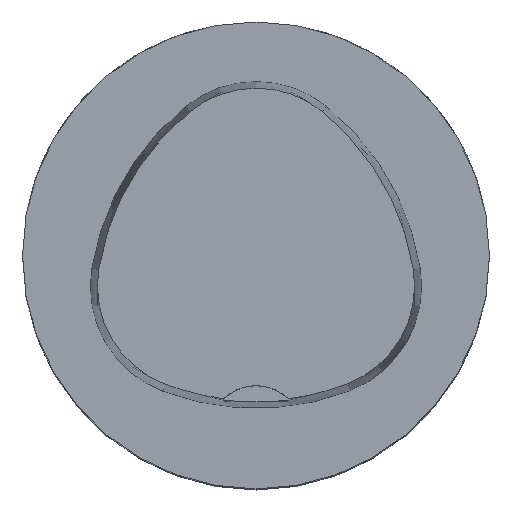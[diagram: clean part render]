
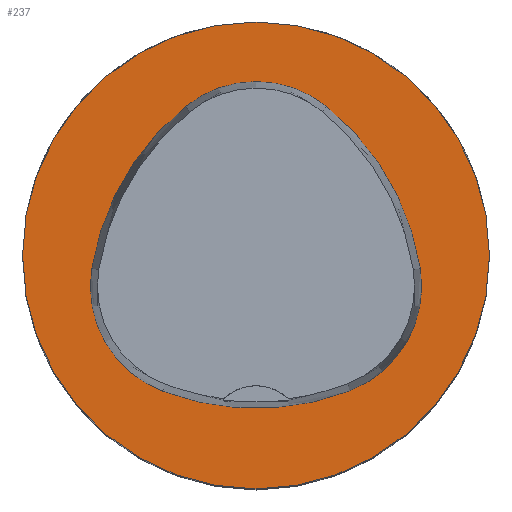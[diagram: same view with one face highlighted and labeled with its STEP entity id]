
A CAD part, top view. The second image highlights one B-rep face of the part: STEP entity #237.
In plain terms, the highlighted planar face has unit normal (0, 0, 1).
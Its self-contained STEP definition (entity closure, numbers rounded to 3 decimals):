
#191=PLANE('',#686);
#237=ADVANCED_FACE('',(#293,#294),#191,.T.);
#293=FACE_BOUND('',#337,.T.);
#294=FACE_BOUND('',#338,.T.);
#337=EDGE_LOOP('',(#436,#437,#438,#439,#440,#441));
#338=EDGE_LOOP('',(#442));
#436=ORIENTED_EDGE('',*,*,#585,.T.);
#437=ORIENTED_EDGE('',*,*,#565,.T.);
#438=ORIENTED_EDGE('',*,*,#569,.T.);
#439=ORIENTED_EDGE('',*,*,#572,.T.);
#440=ORIENTED_EDGE('',*,*,#575,.T.);
#441=ORIENTED_EDGE('',*,*,#583,.T.);
#442=ORIENTED_EDGE('',*,*,#556,.F.);
#508=VERTEX_POINT('',#963);
#517=VERTEX_POINT('',#982);
#518=VERTEX_POINT('',#983);
#521=VERTEX_POINT('',#991);
#523=VERTEX_POINT('',#997);
#525=VERTEX_POINT('',#1003);
#532=VERTEX_POINT('',#1024);
#556=EDGE_CURVE('',#508,#508,#611,.T.);
#565=EDGE_CURVE('',#517,#518,#612,.T.);
#569=EDGE_CURVE('',#518,#521,#614,.T.);
#572=EDGE_CURVE('',#521,#523,#616,.T.);
#575=EDGE_CURVE('',#523,#525,#618,.T.);
#583=EDGE_CURVE('',#525,#532,#622,.T.);
#585=EDGE_CURVE('',#532,#517,#624,.T.);
#611=CIRCLE('',#658,25.);
#612=CIRCLE('',#664,28.);
#614=CIRCLE('',#667,12.);
#616=CIRCLE('',#670,28.);
#618=CIRCLE('',#673,12.);
#622=CIRCLE('',#678,28.);
#624=CIRCLE('',#681,12.);
#658=AXIS2_PLACEMENT_3D('',#962,#766,#767);
#664=AXIS2_PLACEMENT_3D('',#981,#782,#783);
#667=AXIS2_PLACEMENT_3D('',#990,#790,#791);
#670=AXIS2_PLACEMENT_3D('',#996,#797,#798);
#673=AXIS2_PLACEMENT_3D('',#1002,#804,#805);
#678=AXIS2_PLACEMENT_3D('',#1025,#816,#817);
#681=AXIS2_PLACEMENT_3D('',#1028,#822,#823);
#686=AXIS2_PLACEMENT_3D('',#1033,#832,#833);
#766=DIRECTION('',(0.,0.,-1.));
#767=DIRECTION('',(-1.,0.,0.));
#782=DIRECTION('',(0.,0.,-1.));
#783=DIRECTION('',(-1.,0.,0.));
#790=DIRECTION('',(0.,0.,-1.));
#791=DIRECTION('',(-1.,0.,0.));
#797=DIRECTION('',(0.,0.,-1.));
#798=DIRECTION('',(-1.,0.,0.));
#804=DIRECTION('',(0.,0.,-1.));
#805=DIRECTION('',(-1.,0.,0.));
#816=DIRECTION('',(0.,0.,-1.));
#817=DIRECTION('',(-1.,0.,0.));
#822=DIRECTION('',(0.,0.,-1.));
#823=DIRECTION('',(-1.,0.,0.));
#832=DIRECTION('',(0.,0.,1.));
#833=DIRECTION('',(1.,0.,0.));
#962=CARTESIAN_POINT('',(0.,0.,0.));
#963=CARTESIAN_POINT('',(-25.,0.,0.));
#981=CARTESIAN_POINT('',(10.068,-5.824,0.));
#982=CARTESIAN_POINT('',(-17.584,-1.424,0.));
#983=CARTESIAN_POINT('',(-7.531,15.953,0.));
#990=CARTESIAN_POINT('',(0.011,6.62,0.));
#991=CARTESIAN_POINT('',(7.567,15.942,0.));
#996=CARTESIAN_POINT('',(-10.063,-5.81,0.));
#997=CARTESIAN_POINT('',(17.59,-1.418,0.));
#1002=CARTESIAN_POINT('',(5.739,-3.3,0.));
#1003=CARTESIAN_POINT('',(10.05,-14.499,0.));
#1024=CARTESIAN_POINT('',(-10.025,-14.516,0.));
#1025=CARTESIAN_POINT('',(-0.01,11.631,0.));
#1028=CARTESIAN_POINT('',(-5.733,-3.31,0.));
#1033=CARTESIAN_POINT('',(0.,0.,0.));
